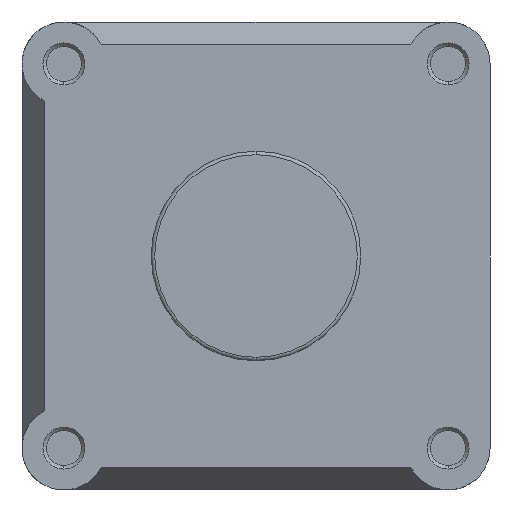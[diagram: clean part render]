
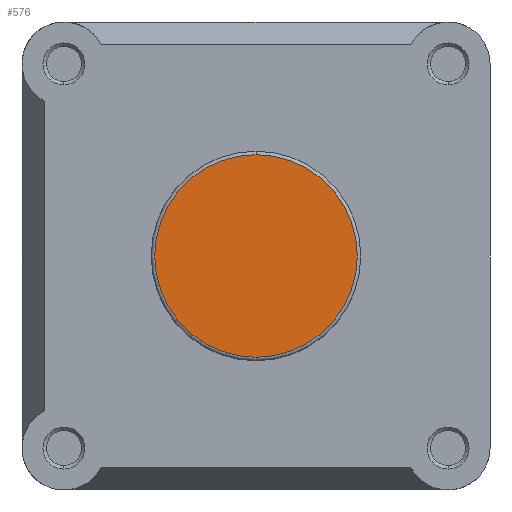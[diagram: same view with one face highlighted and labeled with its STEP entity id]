
A CAD part, left-side view. The second image highlights one B-rep face of the part: STEP entity #576.
In plain terms, the highlighted planar face has unit normal (-1, 0, 0).
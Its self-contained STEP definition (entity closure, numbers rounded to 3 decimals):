
#97 = VERTEX_POINT ( 'NONE', #3800 ) ;
#254 = VERTEX_POINT ( 'NONE', #3957 ) ;
#576 = ADVANCED_FACE ( 'NONE', ( #5131 ), #4826, .F. ) ;
#1180 = EDGE_CURVE ( 'NONE', #97, #254, #5965, .T. ) ;
#1257 = EDGE_CURVE ( 'NONE', #254, #97, #7890, .T. ) ;
#1610 = AXIS2_PLACEMENT_3D ( 'NONE', #4825, #4827, #4828 ) ;
#1787 = AXIS2_PLACEMENT_3D ( 'NONE', #7192, #7193, #7194 ) ;
#1820 = AXIS2_PLACEMENT_3D ( 'NONE', #7380, #7387, #7388 ) ;
#2670 = EDGE_LOOP ( 'NONE', ( #3125, #3126 ) ) ;
#3125 = ORIENTED_EDGE ( 'NONE', *, *, #1257, .T. ) ;
#3126 = ORIENTED_EDGE ( 'NONE', *, *, #1180, .T. ) ;
#3800 = CARTESIAN_POINT ( 'NONE',  ( 0., 0., 29. ) ) ;
#3957 = CARTESIAN_POINT ( 'NONE',  ( 0., 0., -29. ) ) ;
#4825 = CARTESIAN_POINT ( 'NONE',  ( 0., 30., 0. ) ) ;
#4826 = PLANE ( 'NONE',  #1610 ) ;
#4827 = DIRECTION ( 'NONE',  ( 1., 0., 0. ) ) ;
#4828 = DIRECTION ( 'NONE',  ( 0., 0., -1. ) ) ;
#5131 = FACE_OUTER_BOUND ( 'NONE', #2670, .T. ) ;
#5965 = CIRCLE ( 'NONE', #1787, 29. ) ;
#7192 = CARTESIAN_POINT ( 'NONE',  ( 0., 0., 0. ) ) ;
#7193 = DIRECTION ( 'NONE',  ( -1., 0., 0. ) ) ;
#7194 = DIRECTION ( 'NONE',  ( 0., 0., -1. ) ) ;
#7380 = CARTESIAN_POINT ( 'NONE',  ( 0., 0., 0. ) ) ;
#7387 = DIRECTION ( 'NONE',  ( -1., 0., 0. ) ) ;
#7388 = DIRECTION ( 'NONE',  ( 0., 0., -1. ) ) ;
#7890 = CIRCLE ( 'NONE', #1820, 29. ) ;
